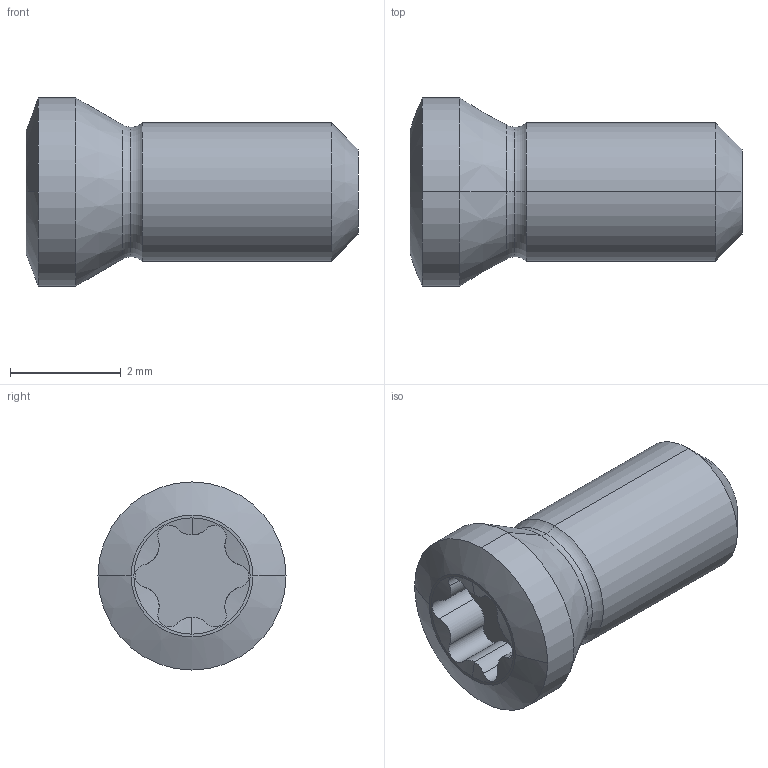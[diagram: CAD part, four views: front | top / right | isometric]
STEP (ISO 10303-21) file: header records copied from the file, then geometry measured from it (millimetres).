
FILE_DESCRIPTION (( 'STEP AP214' ), '1' );
FILE_NAME ('WCA.ER2.001.006.STEP', '2023-10-13T07:31:31', ( '' ), ( '' ), 'SwSTEP 2.0', 'SolidWorks 2017', '' );
FILE_SCHEMA (( 'AUTOMOTIVE_DESIGN' ));
Length unit declared in the file: millimetre
Products named in the file (1): WCA.ER2.001.006
Bounding box: 6 x 3.4 x 3.4 mm (x, y, z)
Volume: 31 mm3; surface area: 67.5 mm2
Topology: 1 solids, 1 shells, 34 faces, 83 edges, 52 vertices
Faces by surface type: cylinder 19, cone 6, torus 4, plane 3, sphere 2
Entity records: 1117 total; most frequent: CARTESIAN_POINT 257, DIRECTION 177, ORIENTED_EDGE 166, EDGE_CURVE 83, AXIS2_PLACEMENT_3D 76, VERTEX_POINT 52, CIRCLE 41, EDGE_LOOP 35
